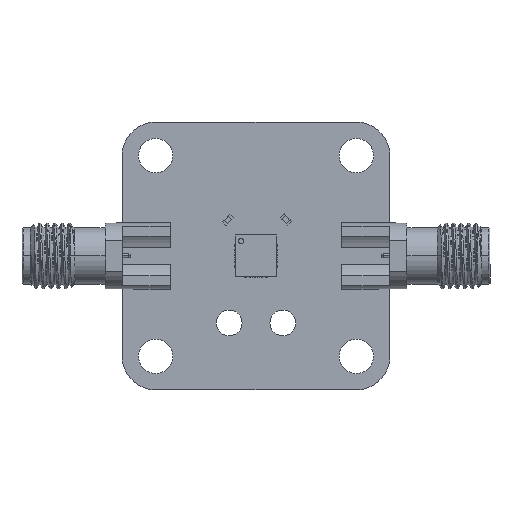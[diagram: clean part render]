
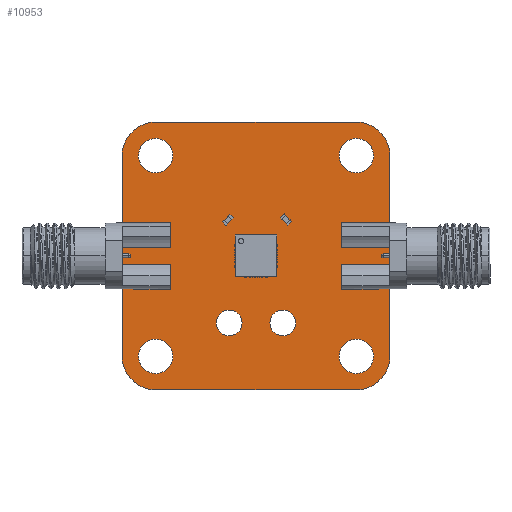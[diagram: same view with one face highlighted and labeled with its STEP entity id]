
A CAD part, top view. The second image highlights one B-rep face of the part: STEP entity #10953.
In plain terms, the highlighted planar face has unit normal (0, 0, 1).
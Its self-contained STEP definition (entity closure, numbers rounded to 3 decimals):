
#10694 = VERTEX_POINT('',#10695);
#10695 = CARTESIAN_POINT('',(149.225,-50.8,1.646));
#10701 = EDGE_CURVE('',#10694,#10702,#10704,.T.);
#10702 = VERTEX_POINT('',#10703);
#10703 = CARTESIAN_POINT('',(152.4,-53.975,1.646));
#10704 = CIRCLE('',#10705,3.175);
#10705 = AXIS2_PLACEMENT_3D('',#10706,#10707,#10708);
#10706 = CARTESIAN_POINT('',(149.225,-53.975,1.646));
#10707 = DIRECTION('',(0.,0.,-1.));
#10708 = DIRECTION('',(0.,1.,0.));
#10736 = VERTEX_POINT('',#10737);
#10737 = CARTESIAN_POINT('',(130.175,-50.8,1.646));
#10743 = EDGE_CURVE('',#10736,#10694,#10744,.T.);
#10744 = LINE('',#10745,#10746);
#10745 = CARTESIAN_POINT('',(130.175,-50.8,1.646));
#10746 = VECTOR('',#10747,1.);
#10747 = DIRECTION('',(1.,0.,0.));
#10765 = EDGE_CURVE('',#10702,#10766,#10768,.T.);
#10766 = VERTEX_POINT('',#10767);
#10767 = CARTESIAN_POINT('',(152.4,-73.025,1.646));
#10768 = LINE('',#10769,#10770);
#10769 = CARTESIAN_POINT('',(152.4,-53.975,1.646));
#10770 = VECTOR('',#10771,1.);
#10771 = DIRECTION('',(0.,-1.,0.));
#10953 = ADVANCED_FACE('',(#10954,#11000,#11011,#11022,#11033,#11044,
    #11055,#11066,#11077,#11088,#11099),#11110,.F.);
#10954 = FACE_BOUND('',#10955,.F.);
#10955 = EDGE_LOOP('',(#10956,#10957,#10958,#10967,#10975,#10984,#10992,
    #10999));
#10956 = ORIENTED_EDGE('',*,*,#10701,.T.);
#10957 = ORIENTED_EDGE('',*,*,#10765,.T.);
#10958 = ORIENTED_EDGE('',*,*,#10959,.T.);
#10959 = EDGE_CURVE('',#10766,#10960,#10962,.T.);
#10960 = VERTEX_POINT('',#10961);
#10961 = CARTESIAN_POINT('',(149.225,-76.2,1.646));
#10962 = CIRCLE('',#10963,3.175);
#10963 = AXIS2_PLACEMENT_3D('',#10964,#10965,#10966);
#10964 = CARTESIAN_POINT('',(149.225,-73.025,1.646));
#10965 = DIRECTION('',(0.,0.,-1.));
#10966 = DIRECTION('',(1.,0.,0.));
#10967 = ORIENTED_EDGE('',*,*,#10968,.T.);
#10968 = EDGE_CURVE('',#10960,#10969,#10971,.T.);
#10969 = VERTEX_POINT('',#10970);
#10970 = CARTESIAN_POINT('',(130.175,-76.2,1.646));
#10971 = LINE('',#10972,#10973);
#10972 = CARTESIAN_POINT('',(149.225,-76.2,1.646));
#10973 = VECTOR('',#10974,1.);
#10974 = DIRECTION('',(-1.,0.,0.));
#10975 = ORIENTED_EDGE('',*,*,#10976,.T.);
#10976 = EDGE_CURVE('',#10969,#10977,#10979,.T.);
#10977 = VERTEX_POINT('',#10978);
#10978 = CARTESIAN_POINT('',(127.,-73.025,1.646));
#10979 = CIRCLE('',#10980,3.175);
#10980 = AXIS2_PLACEMENT_3D('',#10981,#10982,#10983);
#10981 = CARTESIAN_POINT('',(130.175,-73.025,1.646));
#10982 = DIRECTION('',(0.,0.,-1.));
#10983 = DIRECTION('',(0.,-1.,-0.));
#10984 = ORIENTED_EDGE('',*,*,#10985,.T.);
#10985 = EDGE_CURVE('',#10977,#10986,#10988,.T.);
#10986 = VERTEX_POINT('',#10987);
#10987 = CARTESIAN_POINT('',(127.,-53.975,1.646));
#10988 = LINE('',#10989,#10990);
#10989 = CARTESIAN_POINT('',(127.,-73.025,1.646));
#10990 = VECTOR('',#10991,1.);
#10991 = DIRECTION('',(0.,1.,0.));
#10992 = ORIENTED_EDGE('',*,*,#10993,.T.);
#10993 = EDGE_CURVE('',#10986,#10736,#10994,.T.);
#10994 = CIRCLE('',#10995,3.175);
#10995 = AXIS2_PLACEMENT_3D('',#10996,#10997,#10998);
#10996 = CARTESIAN_POINT('',(130.175,-53.975,1.646));
#10997 = DIRECTION('',(0.,0.,-1.));
#10998 = DIRECTION('',(-1.,0.,0.));
#10999 = ORIENTED_EDGE('',*,*,#10743,.T.);
#11000 = FACE_BOUND('',#11001,.F.);
#11001 = EDGE_LOOP('',(#11002));
#11002 = ORIENTED_EDGE('',*,*,#11003,.F.);
#11003 = EDGE_CURVE('',#11004,#11004,#11006,.T.);
#11004 = VERTEX_POINT('',#11005);
#11005 = CARTESIAN_POINT('',(149.225,-74.657,1.646));
#11006 = CIRCLE('',#11007,1.632);
#11007 = AXIS2_PLACEMENT_3D('',#11008,#11009,#11010);
#11008 = CARTESIAN_POINT('',(149.225,-73.025,1.646));
#11009 = DIRECTION('',(-0.,0.,-1.));
#11010 = DIRECTION('',(0.,-1.,0.));
#11011 = FACE_BOUND('',#11012,.F.);
#11012 = EDGE_LOOP('',(#11013));
#11013 = ORIENTED_EDGE('',*,*,#11014,.F.);
#11014 = EDGE_CURVE('',#11015,#11015,#11017,.T.);
#11015 = VERTEX_POINT('',#11016);
#11016 = CARTESIAN_POINT('',(142.24,-71.069,1.646));
#11017 = CIRCLE('',#11018,1.219);
#11018 = AXIS2_PLACEMENT_3D('',#11019,#11020,#11021);
#11019 = CARTESIAN_POINT('',(142.24,-69.85,1.646));
#11020 = DIRECTION('',(-0.,0.,-1.));
#11021 = DIRECTION('',(-0.,-1.,0.));
#11022 = FACE_BOUND('',#11023,.F.);
#11023 = EDGE_LOOP('',(#11024));
#11024 = ORIENTED_EDGE('',*,*,#11025,.F.);
#11025 = EDGE_CURVE('',#11026,#11026,#11028,.T.);
#11026 = VERTEX_POINT('',#11027);
#11027 = CARTESIAN_POINT('',(140.7,-64.6,1.646));
#11028 = CIRCLE('',#11029,0.1);
#11029 = AXIS2_PLACEMENT_3D('',#11030,#11031,#11032);
#11030 = CARTESIAN_POINT('',(140.7,-64.5,1.646));
#11031 = DIRECTION('',(-0.,0.,-1.));
#11032 = DIRECTION('',(-0.,-1.,0.));
#11033 = FACE_BOUND('',#11034,.F.);
#11034 = EDGE_LOOP('',(#11035));
#11035 = ORIENTED_EDGE('',*,*,#11036,.F.);
#11036 = EDGE_CURVE('',#11037,#11037,#11039,.T.);
#11037 = VERTEX_POINT('',#11038);
#11038 = CARTESIAN_POINT('',(137.16,-71.069,1.646));
#11039 = CIRCLE('',#11040,1.219);
#11040 = AXIS2_PLACEMENT_3D('',#11041,#11042,#11043);
#11041 = CARTESIAN_POINT('',(137.16,-69.85,1.646));
#11042 = DIRECTION('',(-0.,0.,-1.));
#11043 = DIRECTION('',(-0.,-1.,0.));
#11044 = FACE_BOUND('',#11045,.F.);
#11045 = EDGE_LOOP('',(#11046));
#11046 = ORIENTED_EDGE('',*,*,#11047,.F.);
#11047 = EDGE_CURVE('',#11048,#11048,#11050,.T.);
#11048 = VERTEX_POINT('',#11049);
#11049 = CARTESIAN_POINT('',(130.175,-74.657,1.646));
#11050 = CIRCLE('',#11051,1.632);
#11051 = AXIS2_PLACEMENT_3D('',#11052,#11053,#11054);
#11052 = CARTESIAN_POINT('',(130.175,-73.025,1.646));
#11053 = DIRECTION('',(-0.,0.,-1.));
#11054 = DIRECTION('',(-0.,-1.,0.));
#11055 = FACE_BOUND('',#11056,.F.);
#11056 = EDGE_LOOP('',(#11057));
#11057 = ORIENTED_EDGE('',*,*,#11058,.F.);
#11058 = EDGE_CURVE('',#11059,#11059,#11061,.T.);
#11059 = VERTEX_POINT('',#11060);
#11060 = CARTESIAN_POINT('',(138.7,-64.6,1.646));
#11061 = CIRCLE('',#11062,0.1);
#11062 = AXIS2_PLACEMENT_3D('',#11063,#11064,#11065);
#11063 = CARTESIAN_POINT('',(138.7,-64.5,1.646));
#11064 = DIRECTION('',(-0.,0.,-1.));
#11065 = DIRECTION('',(-0.,-1.,0.));
#11066 = FACE_BOUND('',#11067,.F.);
#11067 = EDGE_LOOP('',(#11068));
#11068 = ORIENTED_EDGE('',*,*,#11069,.F.);
#11069 = EDGE_CURVE('',#11070,#11070,#11072,.T.);
#11070 = VERTEX_POINT('',#11071);
#11071 = CARTESIAN_POINT('',(140.7,-62.6,1.646));
#11072 = CIRCLE('',#11073,0.1);
#11073 = AXIS2_PLACEMENT_3D('',#11074,#11075,#11076);
#11074 = CARTESIAN_POINT('',(140.7,-62.5,1.646));
#11075 = DIRECTION('',(-0.,0.,-1.));
#11076 = DIRECTION('',(-0.,-1.,0.));
#11077 = FACE_BOUND('',#11078,.F.);
#11078 = EDGE_LOOP('',(#11079));
#11079 = ORIENTED_EDGE('',*,*,#11080,.F.);
#11080 = EDGE_CURVE('',#11081,#11081,#11083,.T.);
#11081 = VERTEX_POINT('',#11082);
#11082 = CARTESIAN_POINT('',(149.225,-55.607,1.646));
#11083 = CIRCLE('',#11084,1.632);
#11084 = AXIS2_PLACEMENT_3D('',#11085,#11086,#11087);
#11085 = CARTESIAN_POINT('',(149.225,-53.975,1.646));
#11086 = DIRECTION('',(-0.,0.,-1.));
#11087 = DIRECTION('',(0.,-1.,0.));
#11088 = FACE_BOUND('',#11089,.F.);
#11089 = EDGE_LOOP('',(#11090));
#11090 = ORIENTED_EDGE('',*,*,#11091,.F.);
#11091 = EDGE_CURVE('',#11092,#11092,#11094,.T.);
#11092 = VERTEX_POINT('',#11093);
#11093 = CARTESIAN_POINT('',(138.7,-62.6,1.646));
#11094 = CIRCLE('',#11095,0.1);
#11095 = AXIS2_PLACEMENT_3D('',#11096,#11097,#11098);
#11096 = CARTESIAN_POINT('',(138.7,-62.5,1.646));
#11097 = DIRECTION('',(-0.,0.,-1.));
#11098 = DIRECTION('',(-0.,-1.,0.));
#11099 = FACE_BOUND('',#11100,.F.);
#11100 = EDGE_LOOP('',(#11101));
#11101 = ORIENTED_EDGE('',*,*,#11102,.F.);
#11102 = EDGE_CURVE('',#11103,#11103,#11105,.T.);
#11103 = VERTEX_POINT('',#11104);
#11104 = CARTESIAN_POINT('',(130.175,-55.607,1.646));
#11105 = CIRCLE('',#11106,1.632);
#11106 = AXIS2_PLACEMENT_3D('',#11107,#11108,#11109);
#11107 = CARTESIAN_POINT('',(130.175,-53.975,1.646));
#11108 = DIRECTION('',(-0.,0.,-1.));
#11109 = DIRECTION('',(-0.,-1.,0.));
#11110 = PLANE('',#11111);
#11111 = AXIS2_PLACEMENT_3D('',#11112,#11113,#11114);
#11112 = CARTESIAN_POINT('',(139.7,-63.5,1.646));
#11113 = DIRECTION('',(-0.,-0.,-1.));
#11114 = DIRECTION('',(-1.,0.,0.));
